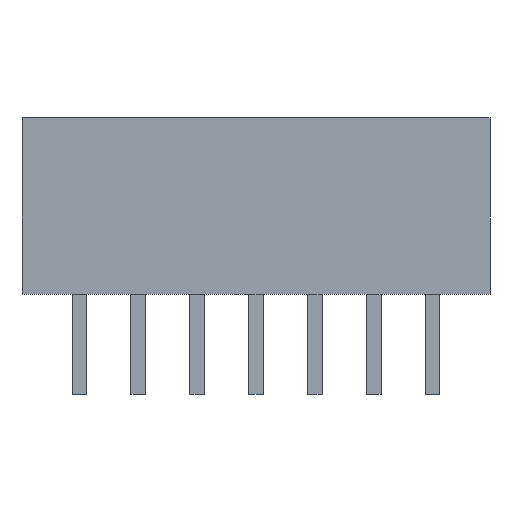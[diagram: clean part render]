
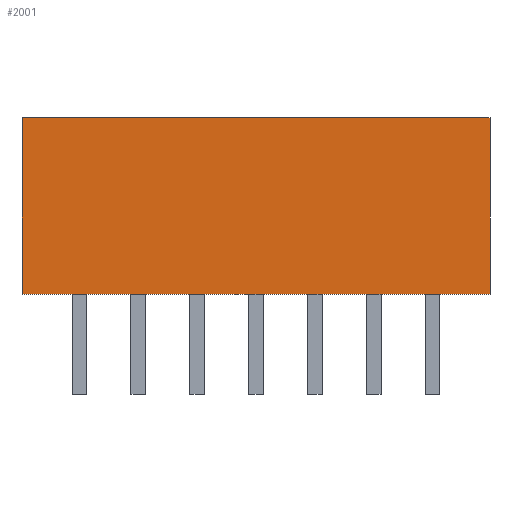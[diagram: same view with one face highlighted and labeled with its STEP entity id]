
A CAD part, front view. The second image highlights one B-rep face of the part: STEP entity #2001.
In plain terms, the highlighted planar face has unit normal (0, -1, 0).
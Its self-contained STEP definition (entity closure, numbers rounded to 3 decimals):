
#1962=CARTESIAN_POINT('',(-7.95,-2.8,-0.0));
#1963=VERTEX_POINT('',#1962);
#1964=CARTESIAN_POINT('',(7.95,-2.8,-0.0));
#1965=VERTEX_POINT('',#1964);
#1966=CARTESIAN_POINT('',(0.0,-2.8,-0.0));
#1967=DIRECTION('',(1.0,0.0,0.0));
#1968=VECTOR('',#1967,1.0);
#1969=LINE('',#1966,#1968);
#1970=EDGE_CURVE('n� 641',#1963,#1965,#1969,.T.);
#1971=ORIENTED_EDGE('',*,*,#1970,.T.);
#1972=CARTESIAN_POINT('',(7.95,-2.8,6.0));
#1973=VERTEX_POINT('',#1972);
#1974=CARTESIAN_POINT('',(7.95,-2.8,3.0));
#1975=DIRECTION('',(0.0,-0.0,1.0));
#1976=VECTOR('',#1975,1.0);
#1977=LINE('',#1974,#1976);
#1978=EDGE_CURVE('n� 567',#1965,#1973,#1977,.T.);
#1979=ORIENTED_EDGE('',*,*,#1978,.T.);
#1980=CARTESIAN_POINT('',(-7.95,-2.8,6.0));
#1981=VERTEX_POINT('',#1980);
#1982=CARTESIAN_POINT('',(0.0,-2.8,6.0));
#1983=DIRECTION('',(-1.0,0.0,0.0));
#1984=VECTOR('',#1983,1.0);
#1985=LINE('',#1982,#1984);
#1986=EDGE_CURVE('n� 872',#1973,#1981,#1985,.T.);
#1987=ORIENTED_EDGE('',*,*,#1986,.T.);
#1988=CARTESIAN_POINT('',(-7.95,-2.8,3.0));
#1989=DIRECTION('',(0.0,-0.0,1.0));
#1990=VECTOR('',#1989,1.0);
#1991=LINE('',#1988,#1990);
#1992=EDGE_CURVE('n� 749',#1963,#1981,#1991,.T.);
#1993=ORIENTED_EDGE('',*,*,#1992,.F.);
#1994=EDGE_LOOP('',(#1971,#1979,#1987,#1993));
#1995=FACE_OUTER_BOUND('',#1994,.T.);
#1996=CARTESIAN_POINT('',(7.95,-2.8,-0.0));
#1997=DIRECTION('',(0.0,1.0,0.0));
#1998=DIRECTION('',(-1.0,-0.0,0.0));
#1999=AXIS2_PLACEMENT_3D('',#1996,#1997,#1998);
#2000=PLANE('',#1999);
#2001=ADVANCED_FACE('n� 1176',(#1995),#2000,.F.);
